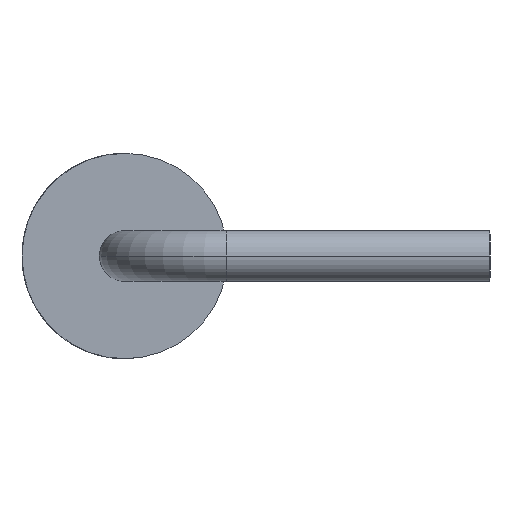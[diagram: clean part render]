
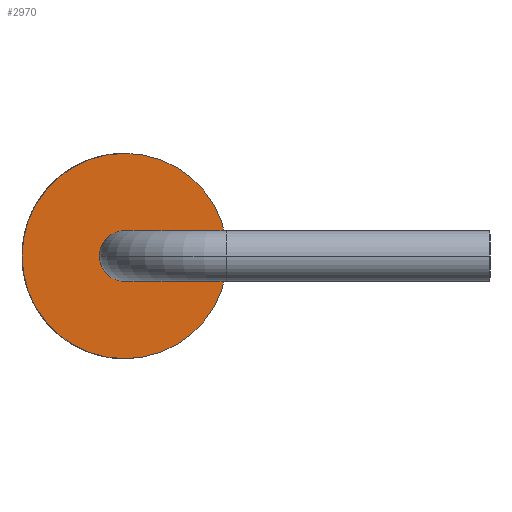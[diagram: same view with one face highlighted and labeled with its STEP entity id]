
A CAD part, left-side view. The second image highlights one B-rep face of the part: STEP entity #2970.
In plain terms, the highlighted planar face has unit normal (-1, 0, 0).
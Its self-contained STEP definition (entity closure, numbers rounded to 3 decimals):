
#108 = EDGE_CURVE ( 'NONE', #657, #4207, #1664, .T. ) ;
#153 = EDGE_LOOP ( 'NONE', ( #1975, #3149 ) ) ;
#287 = FACE_BOUND ( 'NONE', #153, .T. ) ;
#312 = CARTESIAN_POINT ( 'NONE',  ( 2.54, 3.8, 0. ) ) ;
#345 = EDGE_CURVE ( 'NONE', #3143, #2147, #658, .T. ) ;
#385 = CIRCLE ( 'NONE', #464, 0.445 ) ;
#393 = ORIENTED_EDGE ( 'NONE', *, *, #345, .F. ) ;
#464 = AXIS2_PLACEMENT_3D ( 'NONE', #2498, #3171, #1326 ) ;
#657 = VERTEX_POINT ( 'NONE', #1301 ) ;
#658 = CIRCLE ( 'NONE', #4404, 1.8 ) ;
#667 = CARTESIAN_POINT ( 'NONE',  ( 2.54, 3.8, 0. ) ) ;
#798 = CARTESIAN_POINT ( 'NONE',  ( 2.54, 3.355, 0. ) ) ;
#827 = DIRECTION ( 'NONE',  ( 0., 0., -1. ) ) ;
#880 = PLANE ( 'NONE',  #4352 ) ;
#994 = DIRECTION ( 'NONE',  ( 0., 0., -1. ) ) ;
#1301 = CARTESIAN_POINT ( 'NONE',  ( 2.54, 4.244, 0. ) ) ;
#1326 = DIRECTION ( 'NONE',  ( 0., 0., -1. ) ) ;
#1333 = EDGE_CURVE ( 'NONE', #2147, #3143, #3388, .T. ) ;
#1664 = CIRCLE ( 'NONE', #4478, 0.445 ) ;
#1776 = FACE_OUTER_BOUND ( 'NONE', #2125, .T. ) ;
#1790 = DIRECTION ( 'NONE',  ( 1., 0., 0. ) ) ;
#1796 = DIRECTION ( 'NONE',  ( 0., 0., -1. ) ) ;
#1975 = ORIENTED_EDGE ( 'NONE', *, *, #4713, .F. ) ;
#2125 = EDGE_LOOP ( 'NONE', ( #2992, #393 ) ) ;
#2147 = VERTEX_POINT ( 'NONE', #4608 ) ;
#2151 = AXIS2_PLACEMENT_3D ( 'NONE', #3128, #2404, #994 ) ;
#2404 = DIRECTION ( 'NONE',  ( 1., 0., 0. ) ) ;
#2498 = CARTESIAN_POINT ( 'NONE',  ( 2.54, 3.8, 0. ) ) ;
#2501 = DIRECTION ( 'NONE',  ( 0., 0., -1. ) ) ;
#2592 = CARTESIAN_POINT ( 'NONE',  ( 2.54, 3.8, -1.8 ) ) ;
#2651 = CARTESIAN_POINT ( 'NONE',  ( 2.54, 3.8, 0. ) ) ;
#2970 = ADVANCED_FACE ( 'NONE', ( #287, #1776 ), #880, .F. ) ;
#2992 = ORIENTED_EDGE ( 'NONE', *, *, #1333, .F. ) ;
#3128 = CARTESIAN_POINT ( 'NONE',  ( 2.54, 3.8, 0. ) ) ;
#3143 = VERTEX_POINT ( 'NONE', #2592 ) ;
#3149 = ORIENTED_EDGE ( 'NONE', *, *, #108, .F. ) ;
#3171 = DIRECTION ( 'NONE',  ( -1., 0., 0. ) ) ;
#3328 = DIRECTION ( 'NONE',  ( -1., 0., 0. ) ) ;
#3388 = CIRCLE ( 'NONE', #2151, 1.8 ) ;
#3452 = DIRECTION ( 'NONE',  ( 1., 0., 0. ) ) ;
#4207 = VERTEX_POINT ( 'NONE', #798 ) ;
#4352 = AXIS2_PLACEMENT_3D ( 'NONE', #2651, #3452, #827 ) ;
#4404 = AXIS2_PLACEMENT_3D ( 'NONE', #667, #1790, #2501 ) ;
#4478 = AXIS2_PLACEMENT_3D ( 'NONE', #312, #3328, #1796 ) ;
#4608 = CARTESIAN_POINT ( 'NONE',  ( 2.54, 3.8, 1.8 ) ) ;
#4713 = EDGE_CURVE ( 'NONE', #4207, #657, #385, .T. ) ;
